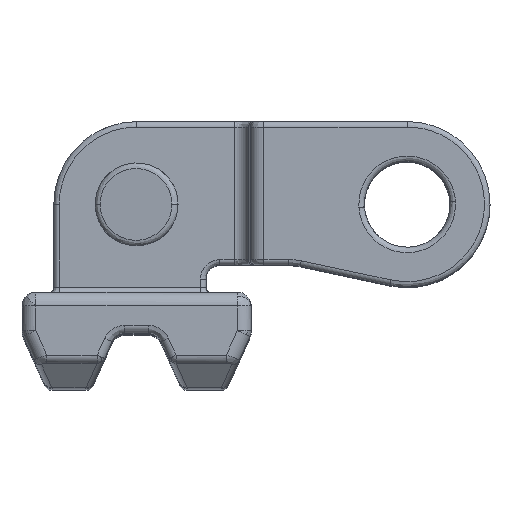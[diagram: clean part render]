
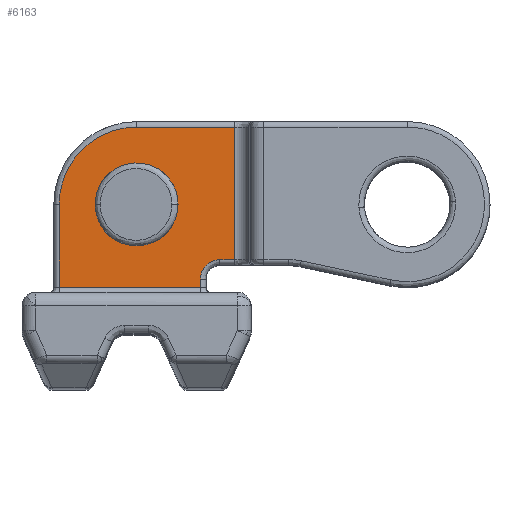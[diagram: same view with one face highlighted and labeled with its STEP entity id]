
A CAD part, top view. The second image highlights one B-rep face of the part: STEP entity #6163.
In plain terms, the highlighted planar face has unit normal (0, 0, 1).
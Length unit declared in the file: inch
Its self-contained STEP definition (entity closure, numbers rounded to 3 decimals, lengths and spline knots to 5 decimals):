
#729 = CARTESIAN_POINT ( 'NONE',  ( -0.13386, 0.18504, 0.21654 ) ) ;
#943 = CARTESIAN_POINT ( 'NONE',  ( -0.25197, 0.18504, 0.21654 ) ) ;
#944 = DIRECTION ( 'NONE',  ( 1., 0., 0. ) ) ;
#945 = DIRECTION ( 'NONE',  ( 0., 0., -1. ) ) ;
#946 = CARTESIAN_POINT ( 'NONE',  ( -0.19291, 0.18504, 0.21654 ) ) ;
#947 = AXIS2_PLACEMENT_3D ( 'NONE', #946, #945, #944 ) ;
#948 = CIRCLE ( 'NONE', #947, 0.05906 ) ;
#1746 = DIRECTION ( 'NONE',  ( -0.005, 1., 0. ) ) ;
#1747 = VECTOR ( 'NONE', #1746, 39.37008 ) ;
#1748 = CARTESIAN_POINT ( 'NONE',  ( -0.10174, 0.06693, 0.21654 ) ) ;
#1749 = LINE ( 'NONE', #1748, #1747 ) ;
#1784 = CARTESIAN_POINT ( 'NONE',  ( 0., 0., 0.21654 ) ) ;
#1785 = PLANE ( 'NONE',  #1922 ) ;
#1790 = DIRECTION ( 'NONE',  ( 1., 0., 0. ) ) ;
#1797 = FACE_OUTER_BOUND ( 'NONE', #6175, .T. ) ;
#1884 = DIRECTION ( 'NONE',  ( 0., 0., 1. ) ) ;
#1885 = FACE_BOUND ( 'NONE', #5924, .T. ) ;
#1914 = DIRECTION ( 'NONE',  ( 1., 0., 0. ) ) ;
#1915 = VECTOR ( 'NONE', #1914, 39.37008 ) ;
#1916 = CARTESIAN_POINT ( 'NONE',  ( -0.30575, 0.06693, 0.21654 ) ) ;
#1917 = LINE ( 'NONE', #1916, #1915 ) ;
#1922 = AXIS2_PLACEMENT_3D ( 'NONE', #1784, #1884, #1790 ) ;
#3755 = DIRECTION ( 'NONE',  ( 1., 0., 0. ) ) ;
#3756 = VECTOR ( 'NONE', #3755, 39.37008 ) ;
#3757 = CARTESIAN_POINT ( 'NONE',  ( 0., 0.1063, 0.21654 ) ) ;
#3758 = LINE ( 'NONE', #3757, #3756 ) ;
#3759 = DIRECTION ( 'NONE',  ( -1., 0., 0. ) ) ;
#3760 = VECTOR ( 'NONE', #3759, 39.37008 ) ;
#3761 = CARTESIAN_POINT ( 'NONE',  ( 0., 0.29528, 0.21654 ) ) ;
#3762 = LINE ( 'NONE', #3761, #3760 ) ;
#3763 = CARTESIAN_POINT ( 'NONE',  ( -0.19291, 0.29528, 0.21654 ) ) ;
#3875 = CARTESIAN_POINT ( 'NONE',  ( -0.07424, 0.1063, 0.21654 ) ) ;
#3888 = DIRECTION ( 'NONE',  ( 0., -1., 0. ) ) ;
#3889 = VECTOR ( 'NONE', #3888, 39.37008 ) ;
#3890 = CARTESIAN_POINT ( 'NONE',  ( -0.30315, 0., 0.21654 ) ) ;
#3902 = LINE ( 'NONE', #3890, #3889 ) ;
#3903 = CARTESIAN_POINT ( 'NONE',  ( -0.30315, 0.06693, 0.21654 ) ) ;
#3938 = DIRECTION ( 'NONE',  ( 1., 0., 0. ) ) ;
#3939 = DIRECTION ( 'NONE',  ( 0., 0., -1. ) ) ;
#3940 = CARTESIAN_POINT ( 'NONE',  ( -0.19291, 0.18504, 0.21654 ) ) ;
#3941 = AXIS2_PLACEMENT_3D ( 'NONE', #3940, #3939, #3938 ) ;
#3947 = CIRCLE ( 'NONE', #3941, 0.05906 ) ;
#3978 = CARTESIAN_POINT ( 'NONE',  ( -0.30315, 0.18504, 0.21654 ) ) ;
#3979 = CARTESIAN_POINT ( 'NONE',  ( -0.30315, 0.19907, 0.21654 ) ) ;
#3980 = CARTESIAN_POINT ( 'NONE',  ( -0.30057, 0.2126, 0.21654 ) ) ;
#3981 = CARTESIAN_POINT ( 'NONE',  ( -0.29509, 0.22643, 0.21654 ) ) ;
#3982 = CARTESIAN_POINT ( 'NONE',  ( -0.2947, 0.22738, 0.21654 ) ) ;
#3983 = CARTESIAN_POINT ( 'NONE',  ( -0.29396, 0.22912, 0.21654 ) ) ;
#3984 = CARTESIAN_POINT ( 'NONE',  ( -0.29281, 0.23172, 0.21654 ) ) ;
#3985 = CARTESIAN_POINT ( 'NONE',  ( -0.28994, 0.23764, 0.21654 ) ) ;
#3986 = CARTESIAN_POINT ( 'NONE',  ( -0.28334, 0.24891, 0.21654 ) ) ;
#3987 = CARTESIAN_POINT ( 'NONE',  ( -0.27624, 0.25761, 0.21654 ) ) ;
#4000 = CARTESIAN_POINT ( 'NONE',  ( -0.07424, 0.1063, 0.21654 ) ) ;
#4001 = CARTESIAN_POINT ( 'NONE',  ( -0.07793, 0.1063, 0.21654 ) ) ;
#4002 = CARTESIAN_POINT ( 'NONE',  ( -0.08145, 0.10559, 0.21654 ) ) ;
#4003 = CARTESIAN_POINT ( 'NONE',  ( -0.0882, 0.10278, 0.21654 ) ) ;
#4004 = CARTESIAN_POINT ( 'NONE',  ( -0.09121, 0.10077, 0.21654 ) ) ;
#4005 = CARTESIAN_POINT ( 'NONE',  ( -0.09893, 0.09299, 0.21654 ) ) ;
#4006 = CARTESIAN_POINT ( 'NONE',  ( -0.10184, 0.08593, 0.21654 ) ) ;
#4007 = CARTESIAN_POINT ( 'NONE',  ( -0.1018, 0.0786, 0.21654 ) ) ;
#4011 = CARTESIAN_POINT ( 'NONE',  ( -0.26011, 0.27374, 0.21654 ) ) ;
#4012 = CARTESIAN_POINT ( 'NONE',  ( -0.24763, 0.28194, 0.21654 ) ) ;
#4013 = CARTESIAN_POINT ( 'NONE',  ( -0.23261, 0.28789, 0.21654 ) ) ;
#4014 = CARTESIAN_POINT ( 'NONE',  ( -0.23186, 0.28817, 0.21654 ) ) ;
#4015 = CARTESIAN_POINT ( 'NONE',  ( -0.23022, 0.28877, 0.21654 ) ) ;
#4016 = CARTESIAN_POINT ( 'NONE',  ( -0.22776, 0.28965, 0.21654 ) ) ;
#4017 = CARTESIAN_POINT ( 'NONE',  ( -0.22198, 0.29148, 0.21654 ) ) ;
#4018 = CARTESIAN_POINT ( 'NONE',  ( -0.21025, 0.29431, 0.21654 ) ) ;
#4023 = CARTESIAN_POINT ( 'NONE',  ( -0.19992, 0.29527, 0.21654 ) ) ;
#4024 = CARTESIAN_POINT ( 'NONE',  ( -0.19291, 0.29528, 0.21654 ) ) ;
#4026 = B_SPLINE_CURVE_WITH_KNOTS ( 'NONE', 3,
 ( #4024, #4023, #4018, #4017, #4016, #4015, #4014, #4013, #4012, #4011, #3987, #3986, #3985, #3984, #3983, #3982, #3981, #3980, #3979, #3978 ),
 .UNSPECIFIED., .F., .F.,
 ( 4, 1, 1, 1, 2, 2, 2, 1, 1, 1, 2, 2, 4 ),
 ( 0., 0.125, 0.1875, 0.21875, 0.23437, 0.25, 0.5, 0.625, 0.6875, 0.71875, 0.73437, 0.75, 1. ),
 .UNSPECIFIED. ) ;
#4027 = CARTESIAN_POINT ( 'NONE',  ( -0.30315, 0.18504, 0.21654 ) ) ;
#4042 = B_SPLINE_CURVE_WITH_KNOTS ( 'NONE', 3,
 ( #4007, #4006, #4005, #4004, #4003, #4002, #4001, #4000 ),
 .UNSPECIFIED., .F., .F.,
 ( 4, 2, 2, 4 ),
 ( 0., 0.5, 0.75, 1. ),
 .UNSPECIFIED. ) ;
#4043 = CARTESIAN_POINT ( 'NONE',  ( -0.1018, 0.0786, 0.21654 ) ) ;
#4066 = DIRECTION ( 'NONE',  ( 0., 1., 0. ) ) ;
#4067 = VECTOR ( 'NONE', #4066, 39.37008 ) ;
#4068 = CARTESIAN_POINT ( 'NONE',  ( -0.05308, 0., 0.21654 ) ) ;
#4069 = LINE ( 'NONE', #4068, #4067 ) ;
#4202 = CARTESIAN_POINT ( 'NONE',  ( -0.10174, 0.06693, 0.21654 ) ) ;
#5386 = VERTEX_POINT ( 'NONE', #9325 ) ;
#5409 = VERTEX_POINT ( 'NONE', #9313 ) ;
#5847 = VERTEX_POINT ( 'NONE', #3903 ) ;
#5849 = EDGE_CURVE ( 'NONE', #6019, #5847, #3902, .T. ) ;
#5856 = VERTEX_POINT ( 'NONE', #3875 ) ;
#5924 = EDGE_LOOP ( 'NONE', ( #6339, #6118 ) ) ;
#5947 = VERTEX_POINT ( 'NONE', #3763 ) ;
#5949 = EDGE_CURVE ( 'NONE', #5409, #5947, #3762, .T. ) ;
#5951 = EDGE_CURVE ( 'NONE', #5856, #5386, #3758, .T. ) ;
#5962 = EDGE_CURVE ( 'NONE', #9503, #9566, #3947, .T. ) ;
#5987 = EDGE_CURVE ( 'NONE', #5386, #5409, #4069, .T. ) ;
#6019 = VERTEX_POINT ( 'NONE', #4027 ) ;
#6021 = EDGE_CURVE ( 'NONE', #5947, #6019, #4026, .T. ) ;
#6045 = EDGE_CURVE ( 'NONE', #6046, #5856, #4042, .T. ) ;
#6046 = VERTEX_POINT ( 'NONE', #4043 ) ;
#6104 = ORIENTED_EDGE ( 'NONE', *, *, #6045, .T. ) ;
#6118 = ORIENTED_EDGE ( 'NONE', *, *, #9565, .T. ) ;
#6137 = VERTEX_POINT ( 'NONE', #4202 ) ;
#6163 = ADVANCED_FACE ( 'NONE', ( #1885, #1797 ), #1785, .T. ) ;
#6170 = ORIENTED_EDGE ( 'NONE', *, *, #6021, .T. ) ;
#6171 = ORIENTED_EDGE ( 'NONE', *, *, #5849, .T. ) ;
#6172 = ORIENTED_EDGE ( 'NONE', *, *, #6173, .T. ) ;
#6173 = EDGE_CURVE ( 'NONE', #5847, #6137, #1917, .T. ) ;
#6174 = ORIENTED_EDGE ( 'NONE', *, *, #6218, .T. ) ;
#6175 = EDGE_LOOP ( 'NONE', ( #6170, #6171, #6172, #6174, #6104, #6195, #6196, #6197 ) ) ;
#6195 = ORIENTED_EDGE ( 'NONE', *, *, #5951, .T. ) ;
#6196 = ORIENTED_EDGE ( 'NONE', *, *, #5987, .T. ) ;
#6197 = ORIENTED_EDGE ( 'NONE', *, *, #5949, .T. ) ;
#6218 = EDGE_CURVE ( 'NONE', #6137, #6046, #1749, .T. ) ;
#6339 = ORIENTED_EDGE ( 'NONE', *, *, #5962, .T. ) ;
#9313 = CARTESIAN_POINT ( 'NONE',  ( -0.05308, 0.29528, 0.21654 ) ) ;
#9325 = CARTESIAN_POINT ( 'NONE',  ( -0.05308, 0.1063, 0.21654 ) ) ;
#9503 = VERTEX_POINT ( 'NONE', #729 ) ;
#9565 = EDGE_CURVE ( 'NONE', #9566, #9503, #948, .T. ) ;
#9566 = VERTEX_POINT ( 'NONE', #943 ) ;
